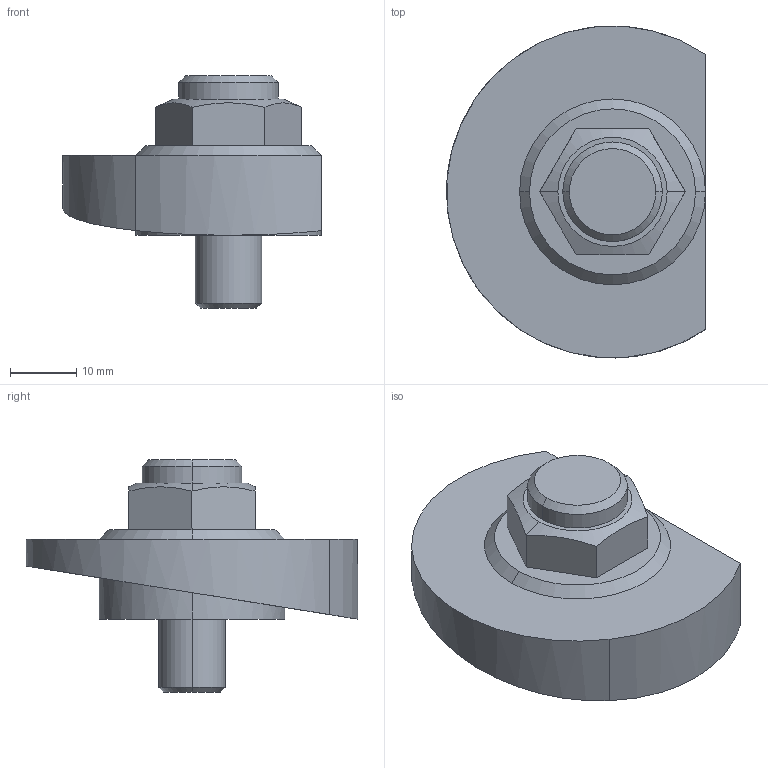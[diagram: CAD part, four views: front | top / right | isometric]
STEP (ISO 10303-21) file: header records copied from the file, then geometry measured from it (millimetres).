
FILE_DESCRIPTION(('STEP AP214'),'1');
FILE_NAME(' ',' ',('TraceParts'),('TraceParts S.A.'),'XStep 1.0',' ',' ');
FILE_SCHEMA(('automotive_design'));
Length unit declared in the file: millimetre
Products named in the file (1): 1
Bounding box: 39 x 49.99 x 35 mm (x, y, z)
Volume: 20033.9 mm3; surface area: 5785.6 mm2
Topology: 1 solids, 1 shells, 30 faces, 65 edges, 40 vertices
Faces by surface type: plane 14, cylinder 8, cone 8
Entity records: 1598 total; most frequent: CARTESIAN_POINT 148, DIRECTION 147, STYLED_ITEM 136, PRESENTATION_STYLE_ASSIGNMENT 136, COLOUR_RGB 136, ORIENTED_EDGE 130, EDGE_CURVE 65, CURVE_STYLE 65
